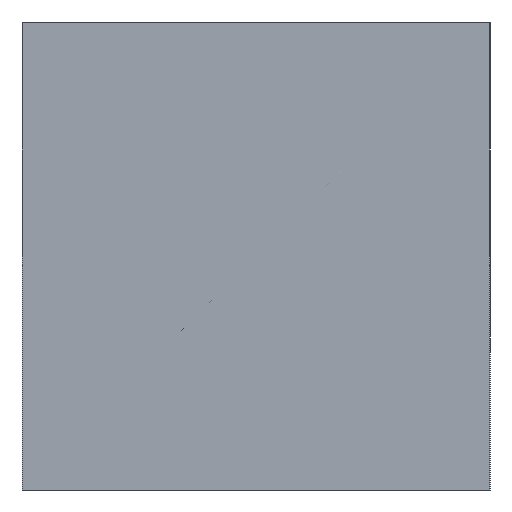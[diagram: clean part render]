
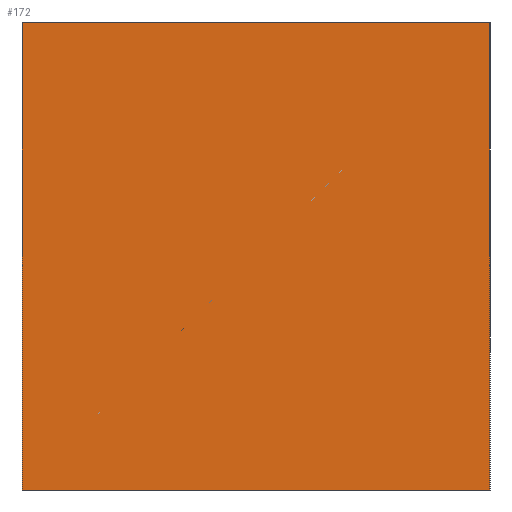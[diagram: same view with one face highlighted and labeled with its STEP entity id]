
A CAD part, left-side view. The second image highlights one B-rep face of the part: STEP entity #172.
In plain terms, the highlighted planar face has unit normal (-1, 0, 0).
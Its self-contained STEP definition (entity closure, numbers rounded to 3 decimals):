
#23=PLANE('',#201);
#32=FACE_OUTER_BOUND('',#44,.T.);
#44=EDGE_LOOP('',(#145,#146,#147,#148));
#57=LINE('',#279,#72);
#60=LINE('',#285,#75);
#61=LINE('',#288,#76);
#62=LINE('',#289,#77);
#72=VECTOR('',#233,10.);
#75=VECTOR('',#238,10.);
#76=VECTOR('',#241,10.);
#77=VECTOR('',#242,10.);
#94=VERTEX_POINT('',#273);
#96=VERTEX_POINT('',#277);
#98=VERTEX_POINT('',#283);
#99=VERTEX_POINT('',#287);
#113=EDGE_CURVE('',#94,#96,#57,.T.);
#116=EDGE_CURVE('',#98,#96,#60,.T.);
#117=EDGE_CURVE('',#94,#99,#61,.T.);
#118=EDGE_CURVE('',#99,#98,#62,.T.);
#145=ORIENTED_EDGE('',*,*,#117,.F.);
#146=ORIENTED_EDGE('',*,*,#113,.T.);
#147=ORIENTED_EDGE('',*,*,#116,.F.);
#148=ORIENTED_EDGE('',*,*,#118,.F.);
#172=ADVANCED_FACE('',(#32),#23,.T.);
#201=AXIS2_PLACEMENT_3D('',#286,#239,#240);
#233=DIRECTION('',(0.,0.,1.));
#238=DIRECTION('',(0.,-1.,0.));
#239=DIRECTION('center_axis',(-1.,0.,0.));
#240=DIRECTION('ref_axis',(0.,-1.,0.));
#241=DIRECTION('',(0.,1.,0.));
#242=DIRECTION('',(0.,0.,1.));
#273=CARTESIAN_POINT('',(-25.,-10.,0.));
#277=CARTESIAN_POINT('',(-25.,-10.,10.));
#279=CARTESIAN_POINT('',(-25.,-10.,0.));
#283=CARTESIAN_POINT('',(-25.,0.,10.));
#285=CARTESIAN_POINT('',(-25.,-10.,10.));
#286=CARTESIAN_POINT('Origin',(-25.,0.,0.));
#287=CARTESIAN_POINT('',(-25.,0.,0.));
#288=CARTESIAN_POINT('',(-25.,-10.,0.));
#289=CARTESIAN_POINT('',(-25.,0.,0.));
